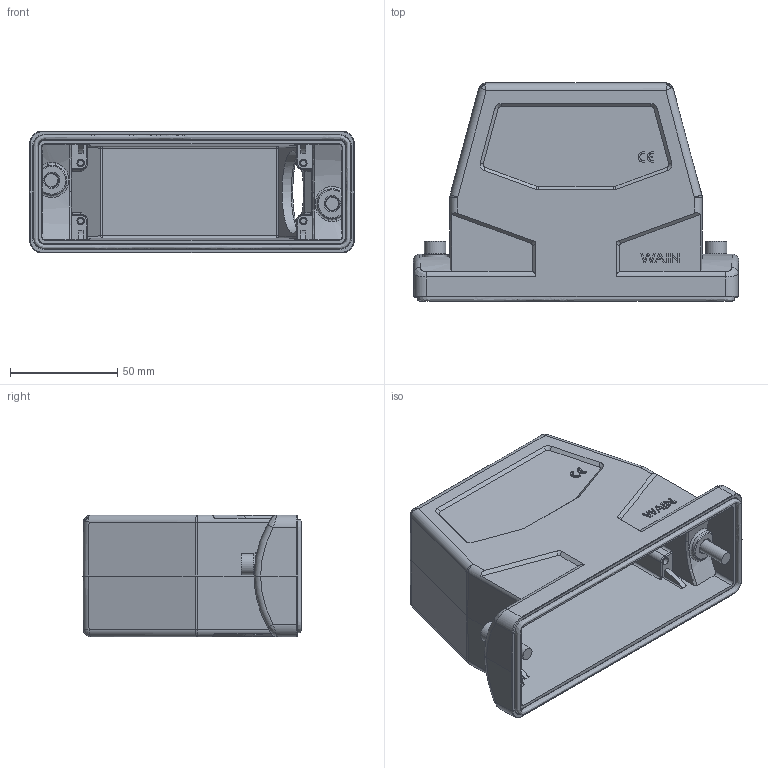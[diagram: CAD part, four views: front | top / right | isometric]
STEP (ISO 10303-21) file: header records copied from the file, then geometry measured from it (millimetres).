
FILE_DESCRIPTION(/* description */ (''),/* implementation_level */ '2;1');
FILE_NAME(/* name */ '3D_1140245205005_HC24B-SEH-2S-M40_V1.1.stp',/* time_stamp */ '2024-01-30T13:00:48+08:00',/* author */ (''),/* organization */ (''),/* preprocessor_version */ 'ST-DEVELOPER v18.1',/* originating_system */ 'SIEMENS PLM Software NX 1980',/* authorisation */ '');
FILE_SCHEMA (('AUTOMOTIVE_DESIGN { 1 0 10303 214 3 1 1 1 }'));
Length unit declared in the file: millimetre
Products named in the file (1): B.HC24B-BEH-2S
Bounding box: 152 x 101.87 x 57 mm (x, y, z)
Volume: 195920 mm3; surface area: 83050.7 mm2
Topology: 3 solids, 3 shells, 491 faces, 1241 edges, 776 vertices
Faces by surface type: plane 217, cylinder 155, torus 48, cone 28, bspline 27, sphere 16
Full cylindrical faces by diameter (mm): 6 x4, 10 x2, 11 x1, 12 x1, 38.5 x1
Entity records: 18327 total; most frequent: CARTESIAN_POINT 7253, ORIENTED_EDGE 2426, DIRECTION 2044, EDGE_CURVE 1213, VERTEX_POINT 773, AXIS2_PLACEMENT_3D 729, LINE 586, VECTOR 586
